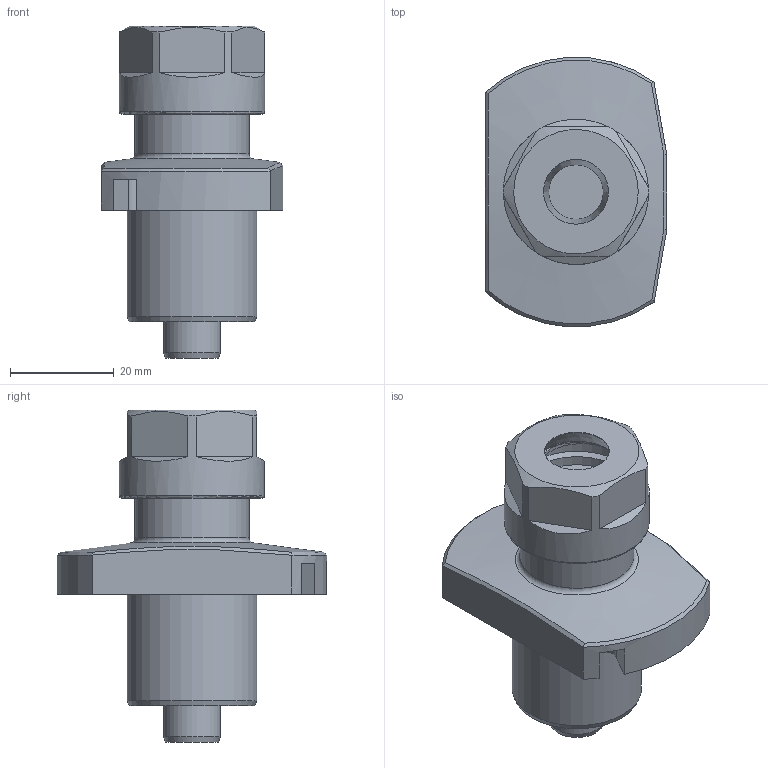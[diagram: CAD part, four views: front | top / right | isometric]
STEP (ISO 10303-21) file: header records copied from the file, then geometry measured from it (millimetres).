
FILE_DESCRIPTION(/* description */ (''),/* implementation_level */ '2;1');
FILE_NAME(/* name */ 'W9991236_stp.stp',/* time_stamp */ '2016-03-15T09:30:04+01:00',/* author */ (''),/* organization */ (''),/* preprocessor_version */ 'ST-DEVELOPER v15',/* originating_system */ 'SIEMENS PLM Software NX 9.0',/* authorisation */ '');
FILE_SCHEMA (('AUTOMOTIVE_DESIGN { 1 0 10303 214 3 1 1 1 }'));
Length unit declared in the file: millimetre
Products named in the file (1): krei22D083AD2h9n
Bounding box: 35 x 51.91 x 64 mm (x, y, z)
Volume: 33185.9 mm3; surface area: 10852.8 mm2
Topology: 1 solids, 1 shells, 59 faces, 148 edges, 98 vertices
Faces by surface type: plane 30, cylinder 13, cone 10, bspline 4, torus 2
Full cylindrical faces by diameter (mm): 10.5 x1, 11 x1, 12.5 x1, 17 x1, 17.8 x1, 20.5 x1, 22 x1, 22.5 x1, 25 x1, 28 x1
Entity records: 1818 total; most frequent: CARTESIAN_POINT 534, DIRECTION 250, ORIENTED_EDGE 238, EDGE_CURVE 119, AXIS2_PLACEMENT_3D 107, VERTEX_POINT 89, EDGE_LOOP 86, ADVANCED_FACE 59
